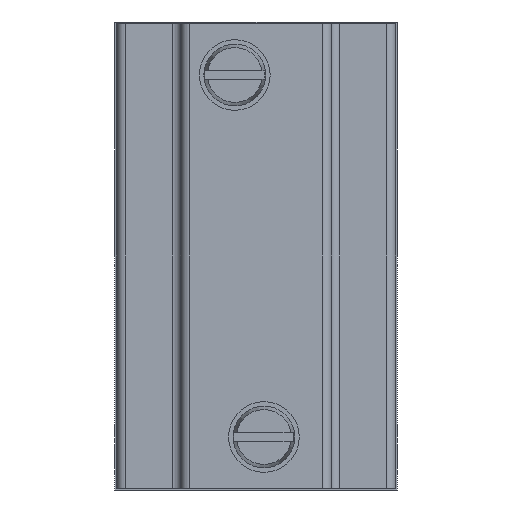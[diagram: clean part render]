
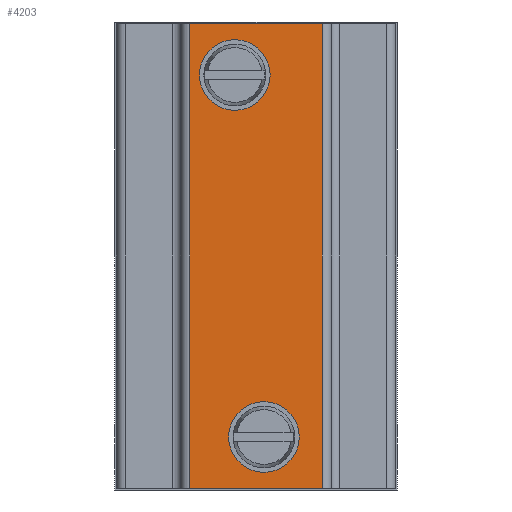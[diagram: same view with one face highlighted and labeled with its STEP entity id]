
A CAD part, front view. The second image highlights one B-rep face of the part: STEP entity #4203.
In plain terms, the highlighted planar face has unit normal (0, -1, 0).
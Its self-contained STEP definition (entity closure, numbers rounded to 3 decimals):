
#240=LINE('',#7528,#594);
#241=LINE('',#7536,#595);
#242=LINE('',#7538,#596);
#243=LINE('',#7540,#597);
#594=VECTOR('',#6221,1000.);
#595=VECTOR('',#6230,1000.);
#596=VECTOR('',#6231,1000.);
#597=VECTOR('',#6232,1000.);
#881=PLANE('',#5412);
#1093=CIRCLE('',#5413,4.);
#1094=CIRCLE('',#5414,4.);
#1654=ORIENTED_EDGE('',*,*,#2586,.T.);
#1655=ORIENTED_EDGE('',*,*,#2587,.T.);
#1656=ORIENTED_EDGE('',*,*,#2588,.T.);
#1657=ORIENTED_EDGE('',*,*,#2589,.F.);
#1658=ORIENTED_EDGE('',*,*,#2590,.F.);
#1659=ORIENTED_EDGE('',*,*,#2584,.T.);
#2584=EDGE_CURVE('',#3098,#3097,#240,.T.);
#2586=EDGE_CURVE('',#3099,#3099,#1093,.T.);
#2587=EDGE_CURVE('',#3100,#3100,#1094,.T.);
#2588=EDGE_CURVE('',#3097,#3101,#241,.T.);
#2589=EDGE_CURVE('',#3102,#3101,#242,.T.);
#2590=EDGE_CURVE('',#3098,#3102,#243,.T.);
#3097=VERTEX_POINT('',#7527);
#3098=VERTEX_POINT('',#7529);
#3099=VERTEX_POINT('',#7533);
#3100=VERTEX_POINT('',#7535);
#3101=VERTEX_POINT('',#7537);
#3102=VERTEX_POINT('',#7539);
#3522=EDGE_LOOP('',(#1654));
#3523=EDGE_LOOP('',(#1655));
#3524=EDGE_LOOP('',(#1656,#1657,#1658,#1659));
#3884=FACE_BOUND('',#3522,.T.);
#3885=FACE_BOUND('',#3523,.T.);
#3886=FACE_BOUND('',#3524,.T.);
#4203=ADVANCED_FACE('',(#3884,#3885,#3886),#881,.F.);
#5412=AXIS2_PLACEMENT_3D('',#7531,#6224,#6225);
#5413=AXIS2_PLACEMENT_3D('',#7532,#6226,#6227);
#5414=AXIS2_PLACEMENT_3D('',#7534,#6228,#6229);
#6221=DIRECTION('',(-1.,0.,0.));
#6224=DIRECTION('',(0.,1.,0.));
#6225=DIRECTION('',(0.,0.,1.));
#6226=DIRECTION('',(0.,1.,0.));
#6227=DIRECTION('',(1.,0.,0.));
#6228=DIRECTION('',(0.,1.,0.));
#6229=DIRECTION('',(1.,0.,0.));
#6230=DIRECTION('',(0.,0.,-1.));
#6231=DIRECTION('',(-1.,0.,0.));
#6232=DIRECTION('',(0.,0.,-1.));
#7527=CARTESIAN_POINT('',(0.2,-68.5,7.5));
#7528=CARTESIAN_POINT('',(52.8,-68.5,7.5));
#7529=CARTESIAN_POINT('',(52.8,-68.5,7.5));
#7531=CARTESIAN_POINT('',(52.8,-68.5,7.5));
#7532=CARTESIAN_POINT('',(47.,-68.5,2.4));
#7533=CARTESIAN_POINT('',(51.,-68.5,2.4));
#7534=CARTESIAN_POINT('',(6.,-68.5,-0.9));
#7535=CARTESIAN_POINT('',(10.,-68.5,-0.9));
#7536=CARTESIAN_POINT('',(0.2,-68.5,7.5));
#7537=CARTESIAN_POINT('',(0.2,-68.5,-7.5));
#7538=CARTESIAN_POINT('',(52.8,-68.5,-7.5));
#7539=CARTESIAN_POINT('',(52.8,-68.5,-7.5));
#7540=CARTESIAN_POINT('',(52.8,-68.5,7.5));
